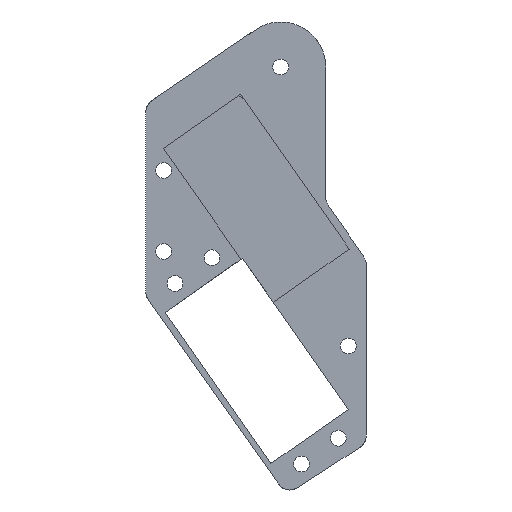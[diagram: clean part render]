
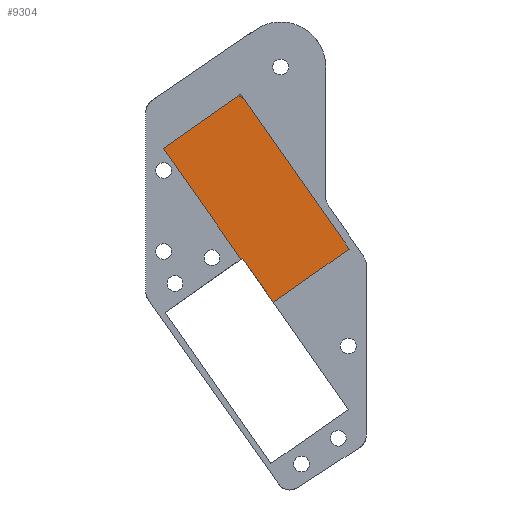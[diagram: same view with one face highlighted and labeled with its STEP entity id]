
A CAD part, front view. The second image highlights one B-rep face of the part: STEP entity #9304.
In plain terms, the highlighted planar face has unit normal (0, -1, 0).
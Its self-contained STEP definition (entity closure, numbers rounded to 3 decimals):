
#3252 = PLANE('',#3253);
#3253 = AXIS2_PLACEMENT_3D('',#3254,#3255,#3256);
#3254 = CARTESIAN_POINT('',(-11.5,45.,-42.5));
#3255 = DIRECTION('',(-0.819,0.,
    -0.574));
#3256 = DIRECTION('',(0.574,0.,-0.819
    ));
#3278 = PLANE('',#3279);
#3279 = AXIS2_PLACEMENT_3D('',#3280,#3281,#3282);
#3280 = CARTESIAN_POINT('',(-4.976,37.,
    -52.496));
#3281 = DIRECTION('',(0.574,0.,-0.819)
  );
#3282 = DIRECTION('',(0.,-1.,
    0.));
#3304 = PLANE('',#3305);
#3305 = AXIS2_PLACEMENT_3D('',#3306,#3307,#3308);
#3306 = CARTESIAN_POINT('',(-11.864,37.,
    -6.047));
#3307 = DIRECTION('',(0.819,0.,0.574)
  );
#3308 = DIRECTION('',(0.,-1.,
    0.));
#3330 = PLANE('',#3331);
#3331 = AXIS2_PLACEMENT_3D('',#3332,#3333,#3334);
#3332 = CARTESIAN_POINT('',(-29.066,37.,
    -18.092));
#3333 = DIRECTION('',(0.574,0.,-0.819)
  );
#3334 = DIRECTION('',(0.,-1.,
    0.));
#3356 = PLANE('',#3357);
#3357 = AXIS2_PLACEMENT_3D('',#3358,#3359,#3360);
#3358 = CARTESIAN_POINT('',(-29.066,37.,
    -18.092));
#3359 = DIRECTION('',(0.819,0.,0.574)
  );
#3360 = DIRECTION('',(0.,-1.,
    0.));
#3382 = PLANE('',#3383);
#3383 = AXIS2_PLACEMENT_3D('',#3384,#3385,#3386);
#3384 = CARTESIAN_POINT('',(-11.5,45.,-42.5));
#3385 = DIRECTION('',(0.574,0.,-0.819
    ));
#3386 = DIRECTION('',(-0.819,0.,
    -0.574));
#9016 = VERTEX_POINT('',#9017);
#9017 = CARTESIAN_POINT('',(-11.5,37.,-42.5));
#9038 = EDGE_CURVE('',#9016,#9039,#9041,.T.);
#9039 = VERTEX_POINT('',#9040);
#9040 = CARTESIAN_POINT('',(-11.819,37.,
    -42.724));
#9041 = SURFACE_CURVE('',#9042,(#9046,#9052),.PCURVE_S1.);
#9042 = LINE('',#9043,#9044);
#9043 = CARTESIAN_POINT('',(-11.66,37.,
    -42.612));
#9044 = VECTOR('',#9045,1.);
#9045 = DIRECTION('',(-0.819,0.,-0.574)
  );
#9046 = PCURVE('',#3382,#9047);
#9047 = DEFINITIONAL_REPRESENTATION('',(#9048),#9051);
#9048 = B_SPLINE_CURVE_WITH_KNOTS('',1,(#9049,#9050),.UNSPECIFIED.,.F.,
  .F.,(2,2),(-0.195,0.195),.PIECEWISE_BEZIER_KNOTS.);
#9049 = CARTESIAN_POINT('',(0.,-8.));
#9050 = CARTESIAN_POINT('',(0.39,-8.));
#9051 = ( GEOMETRIC_REPRESENTATION_CONTEXT(2) 
PARAMETRIC_REPRESENTATION_CONTEXT() REPRESENTATION_CONTEXT('2D SPACE',''
  ) );
#9052 = PCURVE('',#9053,#9058);
#9053 = PLANE('',#9054);
#9054 = AXIS2_PLACEMENT_3D('',#9055,#9056,#9057);
#9055 = CARTESIAN_POINT('',(-29.066,37.,
    -18.092));
#9056 = DIRECTION('',(0.,-1.,
    0.));
#9057 = DIRECTION('',(0.574,0.,-0.819)
  );
#9058 = DEFINITIONAL_REPRESENTATION('',(#9059),#9062);
#9059 = B_SPLINE_CURVE_WITH_KNOTS('',1,(#9060,#9061),.UNSPECIFIED.,.F.,
  .F.,(2,2),(-0.195,0.195),.PIECEWISE_BEZIER_KNOTS.);
#9060 = CARTESIAN_POINT('',(30.07,0.39));
#9061 = CARTESIAN_POINT('',(30.07,0.));
#9062 = ( GEOMETRIC_REPRESENTATION_CONTEXT(2) 
PARAMETRIC_REPRESENTATION_CONTEXT() REPRESENTATION_CONTEXT('2D SPACE',''
  ) );
#9087 = EDGE_CURVE('',#9088,#9039,#9090,.T.);
#9088 = VERTEX_POINT('',#9089);
#9089 = CARTESIAN_POINT('',(-29.066,37.,
    -18.092));
#9090 = SURFACE_CURVE('',#9091,(#9095,#9102),.PCURVE_S1.);
#9091 = LINE('',#9092,#9093);
#9092 = CARTESIAN_POINT('',(-29.066,37.,
    -18.092));
#9093 = VECTOR('',#9094,1.);
#9094 = DIRECTION('',(0.574,0.,-0.819)
  );
#9095 = PCURVE('',#3356,#9096);
#9096 = DEFINITIONAL_REPRESENTATION('',(#9097),#9101);
#9097 = LINE('',#9098,#9099);
#9098 = CARTESIAN_POINT('',(0.,0.));
#9099 = VECTOR('',#9100,1.);
#9100 = DIRECTION('',(0.,1.));
#9101 = ( GEOMETRIC_REPRESENTATION_CONTEXT(2) 
PARAMETRIC_REPRESENTATION_CONTEXT() REPRESENTATION_CONTEXT('2D SPACE',''
  ) );
#9102 = PCURVE('',#9053,#9103);
#9103 = DEFINITIONAL_REPRESENTATION('',(#9104),#9108);
#9104 = LINE('',#9105,#9106);
#9105 = CARTESIAN_POINT('',(0.,0.));
#9106 = VECTOR('',#9107,1.);
#9107 = DIRECTION('',(1.,0.));
#9108 = ( GEOMETRIC_REPRESENTATION_CONTEXT(2) 
PARAMETRIC_REPRESENTATION_CONTEXT() REPRESENTATION_CONTEXT('2D SPACE',''
  ) );
#9137 = EDGE_CURVE('',#9088,#9138,#9140,.T.);
#9138 = VERTEX_POINT('',#9139);
#9139 = CARTESIAN_POINT('',(-11.864,37.,
    -6.047));
#9140 = SURFACE_CURVE('',#9141,(#9145,#9152),.PCURVE_S1.);
#9141 = LINE('',#9142,#9143);
#9142 = CARTESIAN_POINT('',(-29.066,37.,
    -18.092));
#9143 = VECTOR('',#9144,1.);
#9144 = DIRECTION('',(0.819,0.,0.574)
  );
#9145 = PCURVE('',#3330,#9146);
#9146 = DEFINITIONAL_REPRESENTATION('',(#9147),#9151);
#9147 = LINE('',#9148,#9149);
#9148 = CARTESIAN_POINT('',(0.,0.));
#9149 = VECTOR('',#9150,1.);
#9150 = DIRECTION('',(0.,-1.));
#9151 = ( GEOMETRIC_REPRESENTATION_CONTEXT(2) 
PARAMETRIC_REPRESENTATION_CONTEXT() REPRESENTATION_CONTEXT('2D SPACE',''
  ) );
#9152 = PCURVE('',#9053,#9153);
#9153 = DEFINITIONAL_REPRESENTATION('',(#9154),#9158);
#9154 = LINE('',#9155,#9156);
#9155 = CARTESIAN_POINT('',(0.,0.));
#9156 = VECTOR('',#9157,1.);
#9157 = DIRECTION('',(0.,1.));
#9158 = ( GEOMETRIC_REPRESENTATION_CONTEXT(2) 
PARAMETRIC_REPRESENTATION_CONTEXT() REPRESENTATION_CONTEXT('2D SPACE',''
  ) );
#9186 = VERTEX_POINT('',#9187);
#9187 = CARTESIAN_POINT('',(12.226,37.,
    -40.451));
#9208 = EDGE_CURVE('',#9138,#9186,#9209,.T.);
#9209 = SURFACE_CURVE('',#9210,(#9214,#9221),.PCURVE_S1.);
#9210 = LINE('',#9211,#9212);
#9211 = CARTESIAN_POINT('',(-11.864,37.,
    -6.047));
#9212 = VECTOR('',#9213,1.);
#9213 = DIRECTION('',(0.574,0.,-0.819)
  );
#9214 = PCURVE('',#3304,#9215);
#9215 = DEFINITIONAL_REPRESENTATION('',(#9216),#9220);
#9216 = LINE('',#9217,#9218);
#9217 = CARTESIAN_POINT('',(0.,0.));
#9218 = VECTOR('',#9219,1.);
#9219 = DIRECTION('',(0.,1.));
#9220 = ( GEOMETRIC_REPRESENTATION_CONTEXT(2) 
PARAMETRIC_REPRESENTATION_CONTEXT() REPRESENTATION_CONTEXT('2D SPACE',''
  ) );
#9221 = PCURVE('',#9053,#9222);
#9222 = DEFINITIONAL_REPRESENTATION('',(#9223),#9227);
#9223 = LINE('',#9224,#9225);
#9224 = CARTESIAN_POINT('',(0.,21.));
#9225 = VECTOR('',#9226,1.);
#9226 = DIRECTION('',(1.,0.));
#9227 = ( GEOMETRIC_REPRESENTATION_CONTEXT(2) 
PARAMETRIC_REPRESENTATION_CONTEXT() REPRESENTATION_CONTEXT('2D SPACE',''
  ) );
#9235 = VERTEX_POINT('',#9236);
#9236 = CARTESIAN_POINT('',(-4.657,37.,
    -52.273));
#9255 = EDGE_CURVE('',#9235,#9186,#9256,.T.);
#9256 = SURFACE_CURVE('',#9257,(#9261,#9268),.PCURVE_S1.);
#9257 = LINE('',#9258,#9259);
#9258 = CARTESIAN_POINT('',(-4.976,37.,
    -52.496));
#9259 = VECTOR('',#9260,1.);
#9260 = DIRECTION('',(0.819,0.,0.574)
  );
#9261 = PCURVE('',#3278,#9262);
#9262 = DEFINITIONAL_REPRESENTATION('',(#9263),#9267);
#9263 = LINE('',#9264,#9265);
#9264 = CARTESIAN_POINT('',(0.,0.));
#9265 = VECTOR('',#9266,1.);
#9266 = DIRECTION('',(0.,-1.));
#9267 = ( GEOMETRIC_REPRESENTATION_CONTEXT(2) 
PARAMETRIC_REPRESENTATION_CONTEXT() REPRESENTATION_CONTEXT('2D SPACE',''
  ) );
#9268 = PCURVE('',#9053,#9269);
#9269 = DEFINITIONAL_REPRESENTATION('',(#9270),#9274);
#9270 = LINE('',#9271,#9272);
#9271 = CARTESIAN_POINT('',(42.,0.));
#9272 = VECTOR('',#9273,1.);
#9273 = DIRECTION('',(0.,1.));
#9274 = ( GEOMETRIC_REPRESENTATION_CONTEXT(2) 
PARAMETRIC_REPRESENTATION_CONTEXT() REPRESENTATION_CONTEXT('2D SPACE',''
  ) );
#9286 = EDGE_CURVE('',#9235,#9016,#9287,.T.);
#9287 = SURFACE_CURVE('',#9288,(#9292,#9298),.PCURVE_S1.);
#9288 = LINE('',#9289,#9290);
#9289 = CARTESIAN_POINT('',(-20.124,37.,
    -30.184));
#9290 = VECTOR('',#9291,1.);
#9291 = DIRECTION('',(-0.574,0.,0.819)
  );
#9292 = PCURVE('',#3252,#9293);
#9293 = DEFINITIONAL_REPRESENTATION('',(#9294),#9297);
#9294 = B_SPLINE_CURVE_WITH_KNOTS('',1,(#9295,#9296),.UNSPECIFIED.,.F.,
  .F.,(2,2),(-26.965,-15.035),.PIECEWISE_BEZIER_KNOTS.);
#9295 = CARTESIAN_POINT('',(11.93,8.));
#9296 = CARTESIAN_POINT('',(0.,8.));
#9297 = ( GEOMETRIC_REPRESENTATION_CONTEXT(2) 
PARAMETRIC_REPRESENTATION_CONTEXT() REPRESENTATION_CONTEXT('2D SPACE',''
  ) );
#9298 = PCURVE('',#9053,#9299);
#9299 = DEFINITIONAL_REPRESENTATION('',(#9300),#9303);
#9300 = B_SPLINE_CURVE_WITH_KNOTS('',1,(#9301,#9302),.UNSPECIFIED.,.F.,
  .F.,(2,2),(-26.965,-15.035),.PIECEWISE_BEZIER_KNOTS.);
#9301 = CARTESIAN_POINT('',(42.,0.39));
#9302 = CARTESIAN_POINT('',(30.07,0.39));
#9303 = ( GEOMETRIC_REPRESENTATION_CONTEXT(2) 
PARAMETRIC_REPRESENTATION_CONTEXT() REPRESENTATION_CONTEXT('2D SPACE',''
  ) );
#9304 = ADVANCED_FACE('',(#9305),#9053,.T.);
#9305 = FACE_BOUND('',#9306,.T.);
#9306 = EDGE_LOOP('',(#9307,#9308,#9309,#9310,#9311,#9312));
#9307 = ORIENTED_EDGE('',*,*,#9208,.F.);
#9308 = ORIENTED_EDGE('',*,*,#9137,.F.);
#9309 = ORIENTED_EDGE('',*,*,#9087,.T.);
#9310 = ORIENTED_EDGE('',*,*,#9038,.F.);
#9311 = ORIENTED_EDGE('',*,*,#9286,.F.);
#9312 = ORIENTED_EDGE('',*,*,#9255,.T.);
